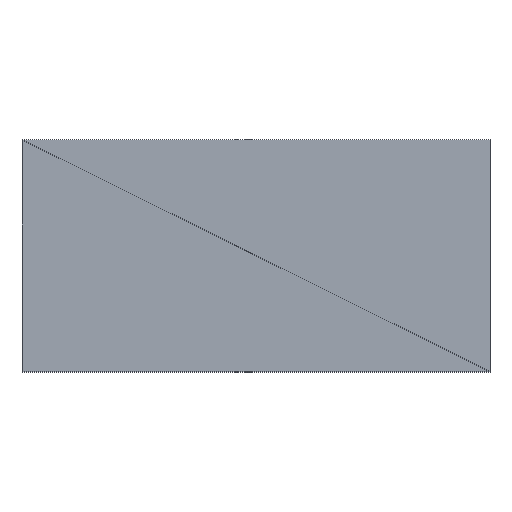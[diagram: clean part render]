
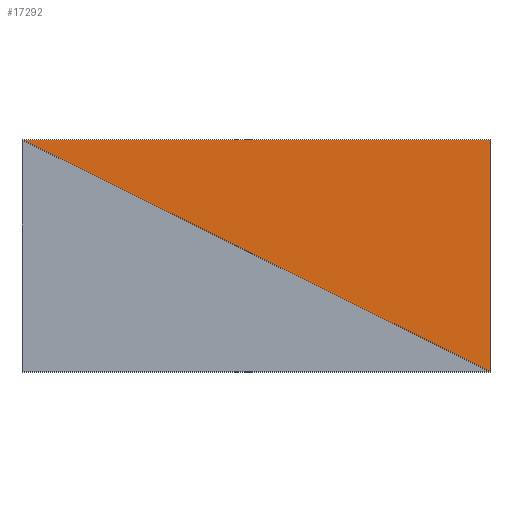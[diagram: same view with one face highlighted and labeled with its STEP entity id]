
A CAD part, top view. The second image highlights one B-rep face of the part: STEP entity #17292.
In plain terms, the highlighted planar face has unit normal (0, 0, 1).
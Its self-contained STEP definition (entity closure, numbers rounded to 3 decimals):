
#17292=ADVANCED_FACE('',(#17293),#17319,.F.);
#17293=FACE_OUTER_BOUND('',#17294,.T.);
#17294=EDGE_LOOP('',(#17295,#17297,#17299));
#17295=ORIENTED_EDGE('',*,*,#17296,.T.);
#17296=EDGE_CURVE('',#17301,#17303,#17305,.T.);
#17297=ORIENTED_EDGE('',*,*,#17298,.T.);
#17298=EDGE_CURVE('',#17303,#17309,#17311,.T.);
#17299=ORIENTED_EDGE('',*,*,#17300,.T.);
#17300=EDGE_CURVE('',#17309,#17301,#17315,.T.);
#17301=VERTEX_POINT('',#17302);
#17302=CARTESIAN_POINT('',(6.871,-2.146,8.103));
#17303=VERTEX_POINT('',#17304);
#17304=CARTESIAN_POINT('',(-1.791,2.146,8.103));
#17305=LINE('',#17306,#17307);
#17306=CARTESIAN_POINT('',(6.871,-2.146,8.103));
#17307=VECTOR('',#17308,1.0);
#17308=DIRECTION('',(0.896,-0.444,0.0));
#17309=VERTEX_POINT('',#17310);
#17310=CARTESIAN_POINT('',(6.871,2.146,8.103));
#17311=LINE('',#17312,#17313);
#17312=CARTESIAN_POINT('',(-1.791,2.146,8.103));
#17313=VECTOR('',#17314,1.0);
#17314=DIRECTION('',(-1.0,0.0,0.0));
#17315=LINE('',#17316,#17317);
#17316=CARTESIAN_POINT('',(6.871,2.146,8.103));
#17317=VECTOR('',#17318,1.0);
#17318=DIRECTION('',(0.0,1.0,0.0));
#17319=PLANE('',#17320);
#17320=AXIS2_PLACEMENT_3D('',#17321,#17322,#17323);
#17321=CARTESIAN_POINT('',(-1.791,2.146,8.103));
#17322=DIRECTION('',(0.0,0.0,-1.0));
#17323=DIRECTION('',(0.0,-1.0,0.0));
